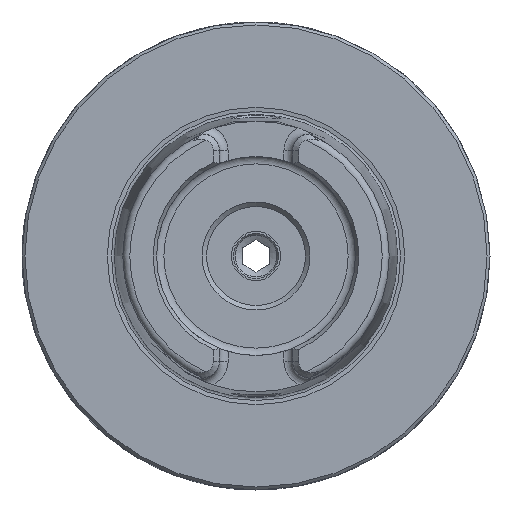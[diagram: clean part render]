
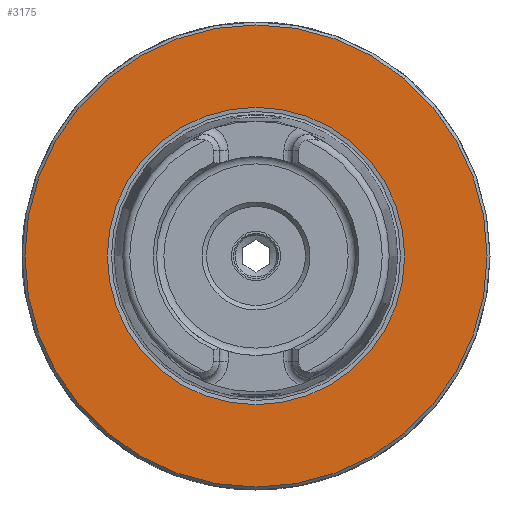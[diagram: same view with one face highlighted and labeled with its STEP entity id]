
A CAD part, left-side view. The second image highlights one B-rep face of the part: STEP entity #3175.
In plain terms, the highlighted planar face has unit normal (-1, 0, 0).
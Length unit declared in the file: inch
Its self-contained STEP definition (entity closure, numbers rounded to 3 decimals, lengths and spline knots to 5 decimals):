
#3141=CARTESIAN_POINT('',(0.0,1.55512,0.));
#3142=VERTEX_POINT('',#3141);
#3143=CARTESIAN_POINT('',(0.0,0.0,0.0));
#3144=DIRECTION('',(1.0,0.0,0.0));
#3145=DIRECTION('',(0.0,-1.0,0.0));
#3146=AXIS2_PLACEMENT_3D('',#3143,#3144,#3145);
#3147=CIRCLE('',#3146,1.55512);
#3148=EDGE_CURVE('',#3142,#3142,#3147,.T.);
#3156=CARTESIAN_POINT('',(0.0,0.7874,0.0));
#3157=DIRECTION('',(-1.0,0.0,0.0));
#3158=DIRECTION('',(0.0,0.0,1.0));
#3159=AXIS2_PLACEMENT_3D('',#3156,#3157,#3158);
#3160=PLANE('',#3159);
#3161=ORIENTED_EDGE('',*,*,#3148,.F.);
#3162=EDGE_LOOP('',(#3161));
#3163=FACE_OUTER_BOUND('',#3162,.T.);
#3164=CARTESIAN_POINT('',(0.0,1.0008,0.0));
#3165=VERTEX_POINT('',#3164);
#3166=CARTESIAN_POINT('',(0.0,0.0,0.0));
#3167=DIRECTION('',(1.0,0.0,0.0));
#3168=DIRECTION('',(0.0,1.0,0.0));
#3169=AXIS2_PLACEMENT_3D('',#3166,#3167,#3168);
#3170=CIRCLE('',#3169,1.0008);
#3171=EDGE_CURVE('',#3165,#3165,#3170,.T.);
#3172=ORIENTED_EDGE('',*,*,#3171,.T.);
#3173=EDGE_LOOP('',(#3172));
#3174=FACE_BOUND('',#3173,.T.);
#3175=ADVANCED_FACE('',(#3163,#3174),#3160,.T.);
